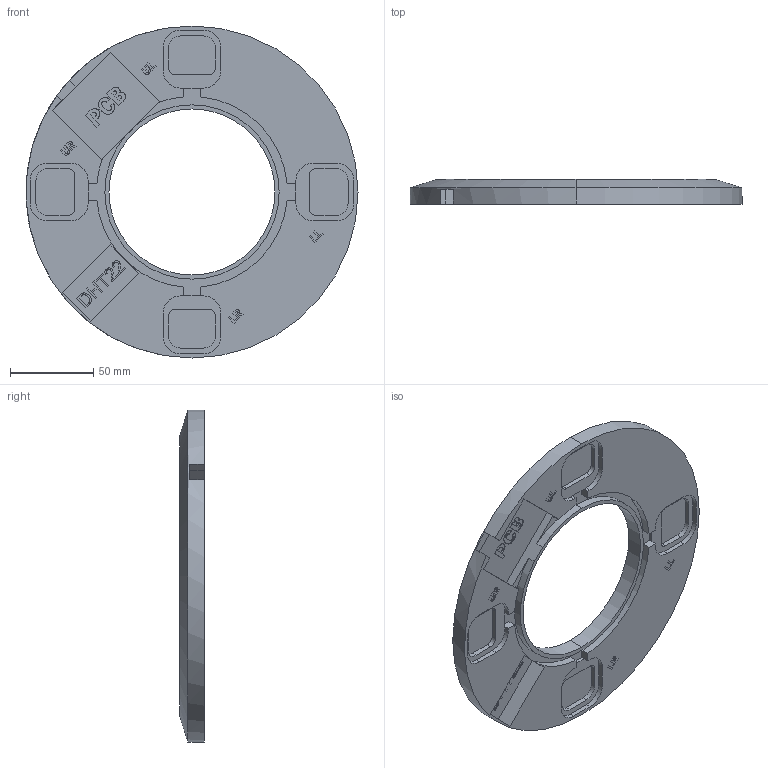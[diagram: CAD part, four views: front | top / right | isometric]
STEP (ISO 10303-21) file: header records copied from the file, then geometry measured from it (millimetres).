
FILE_DESCRIPTION (( 'STEP AP214' ), '1' );
FILE_NAME ('base.STEP', '2020-07-31T21:18:31', ( '' ), ( '' ), 'SwSTEP 2.0', 'SolidWorks 2019', '' );
FILE_SCHEMA (( 'AUTOMOTIVE_DESIGN' ));
Length unit declared in the file: millimetre
Products named in the file (1): base
Bounding box: 200 x 15 x 200 mm (x, y, z)
Volume: 254775.7 mm3; surface area: 65960.6 mm2
Topology: 1 solids, 1 shells, 319 faces, 861 edges, 570 vertices
Faces by surface type: plane 210, bspline 60, cylinder 45, cone 4
Entity records: 13505 total; most frequent: CARTESIAN_POINT 5763, ORIENTED_EDGE 1722, DIRECTION 1357, EDGE_CURVE 861, LINE 645, VECTOR 645, VERTEX_POINT 570, AXIS2_PLACEMENT_3D 356
